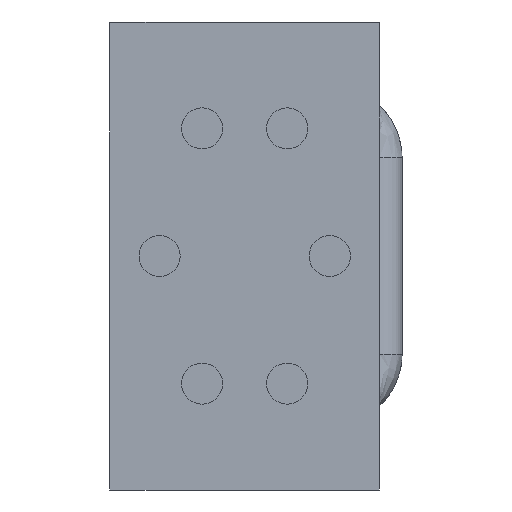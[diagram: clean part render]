
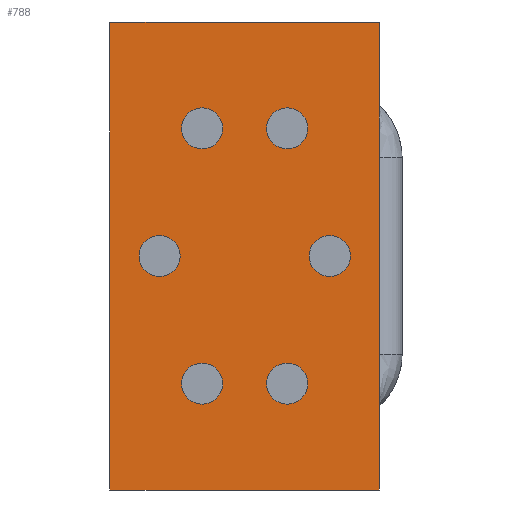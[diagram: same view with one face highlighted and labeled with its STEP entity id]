
A CAD part, front view. The second image highlights one B-rep face of the part: STEP entity #788.
In plain terms, the highlighted planar face has unit normal (0, -1, 0).
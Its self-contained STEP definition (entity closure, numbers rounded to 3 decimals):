
#15=FACE_BOUND('',#158,.T.);
#16=FACE_BOUND('',#159,.T.);
#17=FACE_BOUND('',#160,.T.);
#18=FACE_BOUND('',#161,.T.);
#19=FACE_BOUND('',#162,.T.);
#20=FACE_BOUND('',#163,.T.);
#61=PLANE('',#900);
#109=FACE_OUTER_BOUND('',#157,.T.);
#157=EDGE_LOOP('',(#680,#681,#682,#683));
#158=EDGE_LOOP('',(#684,#685));
#159=EDGE_LOOP('',(#686,#687));
#160=EDGE_LOOP('',(#688,#689));
#161=EDGE_LOOP('',(#690,#691));
#162=EDGE_LOOP('',(#692,#693));
#163=EDGE_LOOP('',(#694,#695));
#209=LINE('',#1723,#258);
#210=LINE('',#1725,#259);
#211=LINE('',#1727,#260);
#212=LINE('',#1728,#261);
#258=VECTOR('',#1124,10.);
#259=VECTOR('',#1125,10.);
#260=VECTOR('',#1126,10.);
#261=VECTOR('',#1127,10.);
#266=CIRCLE('',#814,1.45);
#267=CIRCLE('',#815,1.45);
#270=CIRCLE('',#820,1.45);
#271=CIRCLE('',#821,1.45);
#274=CIRCLE('',#826,1.45);
#275=CIRCLE('',#827,1.45);
#278=CIRCLE('',#832,1.45);
#279=CIRCLE('',#833,1.45);
#282=CIRCLE('',#838,1.45);
#283=CIRCLE('',#839,1.45);
#286=CIRCLE('',#844,1.45);
#287=CIRCLE('',#845,1.45);
#314=VERTEX_POINT('',#1142);
#315=VERTEX_POINT('',#1143);
#318=VERTEX_POINT('',#1153);
#319=VERTEX_POINT('',#1154);
#322=VERTEX_POINT('',#1164);
#323=VERTEX_POINT('',#1165);
#326=VERTEX_POINT('',#1175);
#327=VERTEX_POINT('',#1176);
#330=VERTEX_POINT('',#1186);
#331=VERTEX_POINT('',#1187);
#334=VERTEX_POINT('',#1197);
#335=VERTEX_POINT('',#1198);
#383=VERTEX_POINT('',#1721);
#384=VERTEX_POINT('',#1722);
#385=VERTEX_POINT('',#1724);
#386=VERTEX_POINT('',#1726);
#387=EDGE_CURVE('',#314,#315,#266,.T.);
#388=EDGE_CURVE('',#315,#314,#267,.T.);
#392=EDGE_CURVE('',#318,#319,#270,.T.);
#393=EDGE_CURVE('',#319,#318,#271,.T.);
#397=EDGE_CURVE('',#322,#323,#274,.T.);
#398=EDGE_CURVE('',#323,#322,#275,.T.);
#402=EDGE_CURVE('',#326,#327,#278,.T.);
#403=EDGE_CURVE('',#327,#326,#279,.T.);
#407=EDGE_CURVE('',#330,#331,#282,.T.);
#408=EDGE_CURVE('',#331,#330,#283,.T.);
#412=EDGE_CURVE('',#334,#335,#286,.T.);
#413=EDGE_CURVE('',#335,#334,#287,.T.);
#492=EDGE_CURVE('',#383,#384,#209,.T.);
#493=EDGE_CURVE('',#385,#383,#210,.T.);
#494=EDGE_CURVE('',#386,#385,#211,.T.);
#495=EDGE_CURVE('',#384,#386,#212,.T.);
#680=ORIENTED_EDGE('',*,*,#492,.F.);
#681=ORIENTED_EDGE('',*,*,#493,.F.);
#682=ORIENTED_EDGE('',*,*,#494,.F.);
#683=ORIENTED_EDGE('',*,*,#495,.F.);
#684=ORIENTED_EDGE('',*,*,#387,.T.);
#685=ORIENTED_EDGE('',*,*,#388,.T.);
#686=ORIENTED_EDGE('',*,*,#392,.T.);
#687=ORIENTED_EDGE('',*,*,#393,.T.);
#688=ORIENTED_EDGE('',*,*,#397,.T.);
#689=ORIENTED_EDGE('',*,*,#398,.T.);
#690=ORIENTED_EDGE('',*,*,#402,.T.);
#691=ORIENTED_EDGE('',*,*,#403,.T.);
#692=ORIENTED_EDGE('',*,*,#407,.T.);
#693=ORIENTED_EDGE('',*,*,#408,.T.);
#694=ORIENTED_EDGE('',*,*,#412,.T.);
#695=ORIENTED_EDGE('',*,*,#413,.T.);
#788=ADVANCED_FACE('',(#109,#15,#16,#17,#18,#19,#20),#61,.F.);
#814=AXIS2_PLACEMENT_3D('',#1144,#909,#910);
#815=AXIS2_PLACEMENT_3D('',#1145,#911,#912);
#820=AXIS2_PLACEMENT_3D('',#1155,#922,#923);
#821=AXIS2_PLACEMENT_3D('',#1156,#924,#925);
#826=AXIS2_PLACEMENT_3D('',#1166,#935,#936);
#827=AXIS2_PLACEMENT_3D('',#1167,#937,#938);
#832=AXIS2_PLACEMENT_3D('',#1177,#948,#949);
#833=AXIS2_PLACEMENT_3D('',#1178,#950,#951);
#838=AXIS2_PLACEMENT_3D('',#1188,#961,#962);
#839=AXIS2_PLACEMENT_3D('',#1189,#963,#964);
#844=AXIS2_PLACEMENT_3D('',#1199,#974,#975);
#845=AXIS2_PLACEMENT_3D('',#1200,#976,#977);
#900=AXIS2_PLACEMENT_3D('',#1720,#1122,#1123);
#909=DIRECTION('center_axis',(0.,1.,0.));
#910=DIRECTION('ref_axis',(-1.,0.,0.));
#911=DIRECTION('center_axis',(0.,1.,0.));
#912=DIRECTION('ref_axis',(-1.,0.,0.));
#922=DIRECTION('center_axis',(0.,1.,0.));
#923=DIRECTION('ref_axis',(-1.,0.,0.));
#924=DIRECTION('center_axis',(0.,1.,0.));
#925=DIRECTION('ref_axis',(-1.,0.,0.));
#935=DIRECTION('center_axis',(0.,1.,0.));
#936=DIRECTION('ref_axis',(-1.,0.,0.));
#937=DIRECTION('center_axis',(0.,1.,0.));
#938=DIRECTION('ref_axis',(-1.,0.,0.));
#948=DIRECTION('center_axis',(0.,1.,0.));
#949=DIRECTION('ref_axis',(-1.,0.,0.));
#950=DIRECTION('center_axis',(0.,1.,0.));
#951=DIRECTION('ref_axis',(-1.,0.,0.));
#961=DIRECTION('center_axis',(0.,1.,0.));
#962=DIRECTION('ref_axis',(-1.,0.,0.));
#963=DIRECTION('center_axis',(0.,1.,0.));
#964=DIRECTION('ref_axis',(-1.,0.,0.));
#974=DIRECTION('center_axis',(0.,1.,0.));
#975=DIRECTION('ref_axis',(-1.,0.,0.));
#976=DIRECTION('center_axis',(0.,1.,0.));
#977=DIRECTION('ref_axis',(-1.,0.,0.));
#1122=DIRECTION('center_axis',(0.,1.,0.));
#1123=DIRECTION('ref_axis',(0.,0.,1.));
#1124=DIRECTION('',(1.,0.,0.));
#1125=DIRECTION('',(0.,0.,1.));
#1126=DIRECTION('',(-1.,0.,0.));
#1127=DIRECTION('',(0.,0.,-1.));
#1142=CARTESIAN_POINT('',(2.05,0.,-16.5));
#1143=CARTESIAN_POINT('',(4.95,0.,-16.5));
#1144=CARTESIAN_POINT('Origin',(3.5,0.,-16.5));
#1145=CARTESIAN_POINT('Origin',(3.5,0.,-16.5));
#1153=CARTESIAN_POINT('',(11.05,0.,-25.5));
#1154=CARTESIAN_POINT('',(13.95,0.,-25.5));
#1155=CARTESIAN_POINT('Origin',(12.5,0.,-25.5));
#1156=CARTESIAN_POINT('Origin',(12.5,0.,-25.5));
#1164=CARTESIAN_POINT('',(5.05,0.,-7.5));
#1165=CARTESIAN_POINT('',(7.95,0.,-7.5));
#1166=CARTESIAN_POINT('Origin',(6.5,0.,-7.5));
#1167=CARTESIAN_POINT('Origin',(6.5,0.,-7.5));
#1175=CARTESIAN_POINT('',(14.05,0.,-16.5));
#1176=CARTESIAN_POINT('',(16.95,0.,-16.5));
#1177=CARTESIAN_POINT('Origin',(15.5,0.,-16.5));
#1178=CARTESIAN_POINT('Origin',(15.5,0.,-16.5));
#1186=CARTESIAN_POINT('',(5.05,0.,-25.5));
#1187=CARTESIAN_POINT('',(7.95,0.,-25.5));
#1188=CARTESIAN_POINT('Origin',(6.5,0.,-25.5));
#1189=CARTESIAN_POINT('Origin',(6.5,0.,-25.5));
#1197=CARTESIAN_POINT('',(11.05,0.,-7.5));
#1198=CARTESIAN_POINT('',(13.95,0.,-7.5));
#1199=CARTESIAN_POINT('Origin',(12.5,0.,-7.5));
#1200=CARTESIAN_POINT('Origin',(12.5,0.,-7.5));
#1720=CARTESIAN_POINT('Origin',(9.5,0.,-16.5));
#1721=CARTESIAN_POINT('',(0.,0.,0.));
#1722=CARTESIAN_POINT('',(19.,0.,0.));
#1723=CARTESIAN_POINT('',(0.,0.,0.));
#1724=CARTESIAN_POINT('',(0.,0.,-33.));
#1725=CARTESIAN_POINT('',(0.,0.,-33.));
#1726=CARTESIAN_POINT('',(19.,0.,-33.));
#1727=CARTESIAN_POINT('',(19.,0.,-33.));
#1728=CARTESIAN_POINT('',(19.,0.,0.));
